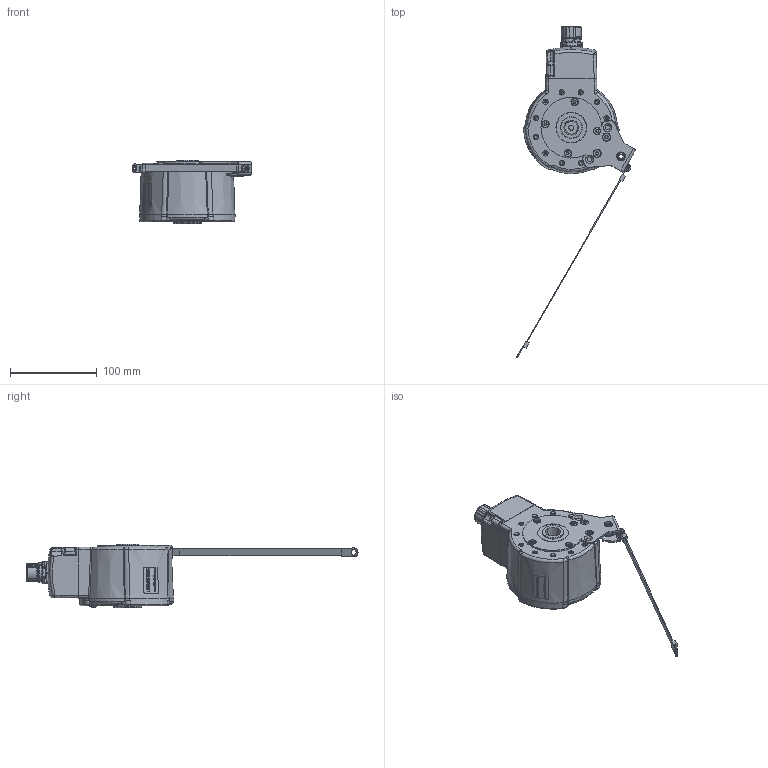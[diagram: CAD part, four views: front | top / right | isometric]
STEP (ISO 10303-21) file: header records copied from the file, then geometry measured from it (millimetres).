
FILE_DESCRIPTION((''),'2;1');
FILE_NAME('744758','2010-12-07T',('se2802'),(''),'PRO/ENGINEER BY PARAMETRIC TECHNOLOGY CORPORATION, 2010180','PRO/ENGINEER BY PARAMETRIC TECHNOLOGY CORPORATION, 2010180','');
FILE_SCHEMA(('CONFIG_CONTROL_DESIGN'));
Length unit declared in the file: millimetre
Products named in the file (1): 744758
Bounding box: 137.57 x 382.38 x 73.5 mm (x, y, z)
Volume: 308111.2 mm3; surface area: 130887.7 mm2
Topology: 10 solids, 12 shells, 2427 faces, 6161 edges, 3864 vertices
Faces by surface type: cylinder 814, plane 721, extrusion 326, bspline 180, torus 178, cone 153, sphere 44, revolution 11
Entity records: 110287 total; most frequent: CARTESIAN_POINT 54561, ORIENTED_EDGE 12220, DIRECTION 10461, EDGE_CURVE 6110, AXIS2_PLACEMENT_3D 4022, VERTEX_POINT 3862, EDGE_LOOP 2668, FACE_OUTER_BOUND 2425
